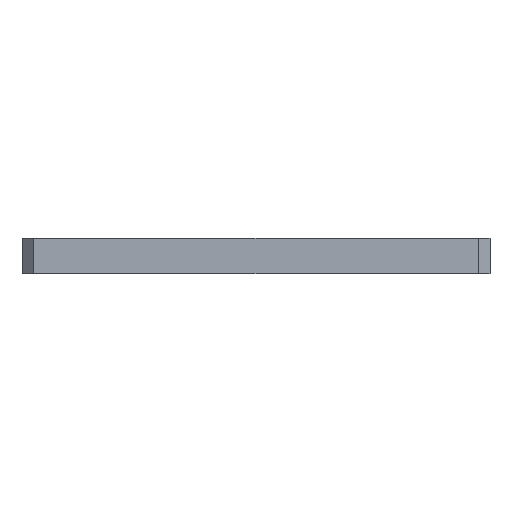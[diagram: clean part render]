
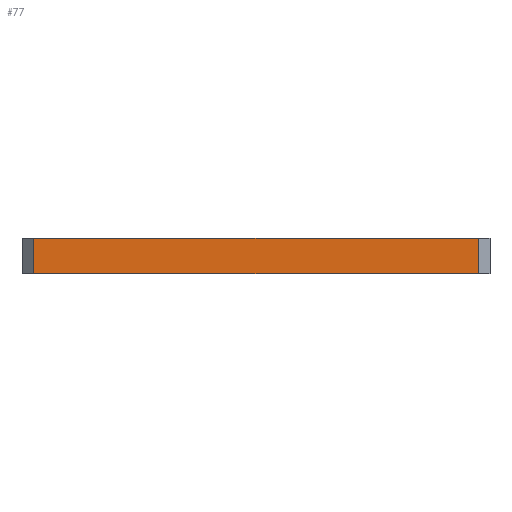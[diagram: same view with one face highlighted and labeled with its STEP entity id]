
A CAD part, left-side view. The second image highlights one B-rep face of the part: STEP entity #77.
In plain terms, the highlighted planar face has unit normal (-1, 0, 0).
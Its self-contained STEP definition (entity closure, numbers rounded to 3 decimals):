
#31 = CARTESIAN_POINT ( 'NONE',  ( -95., 100., 0. ) ) ;
#40 = ORIENTED_EDGE ( 'NONE', *, *, #610, .T. ) ;
#43 = LINE ( 'NONE', #163, #637 ) ;
#77 = ADVANCED_FACE ( 'NONE', ( #404 ), #943, .F. ) ;
#83 = CARTESIAN_POINT ( 'NONE',  ( -95., 100., 15. ) ) ;
#102 = ORIENTED_EDGE ( 'NONE', *, *, #1016, .T. ) ;
#109 = VECTOR ( 'NONE', #726, 1000. ) ;
#121 = EDGE_LOOP ( 'NONE', ( #1246, #963, #40, #102 ) ) ;
#163 = CARTESIAN_POINT ( 'NONE',  ( -95., 100., 15. ) ) ;
#181 = LINE ( 'NONE', #31, #397 ) ;
#185 = DIRECTION ( 'NONE',  ( 1., 0., 0. ) ) ;
#200 = VERTEX_POINT ( 'NONE', #1097 ) ;
#226 = CARTESIAN_POINT ( 'NONE',  ( -95., 95., 15. ) ) ;
#337 = CARTESIAN_POINT ( 'NONE',  ( -95., -95., 15. ) ) ;
#363 = VERTEX_POINT ( 'NONE', #337 ) ;
#397 = VECTOR ( 'NONE', #790, 1000. ) ;
#404 = FACE_OUTER_BOUND ( 'NONE', #121, .T. ) ;
#420 = CARTESIAN_POINT ( 'NONE',  ( -95., -95., 0. ) ) ;
#436 = DIRECTION ( 'NONE',  ( 0., -1., 0. ) ) ;
#610 = EDGE_CURVE ( 'NONE', #200, #774, #181, .T. ) ;
#637 = VECTOR ( 'NONE', #436, 1000. ) ;
#647 = DIRECTION ( 'NONE',  ( 0., 0., 1. ) ) ;
#726 = DIRECTION ( 'NONE',  ( 0., 0., -1. ) ) ;
#745 = DIRECTION ( 'NONE',  ( 0., 1., 0. ) ) ;
#774 = VERTEX_POINT ( 'NONE', #420 ) ;
#790 = DIRECTION ( 'NONE',  ( 0., -1., 0. ) ) ;
#797 = LINE ( 'NONE', #1210, #109 ) ;
#833 = LINE ( 'NONE', #1033, #1186 ) ;
#913 = EDGE_CURVE ( 'NONE', #1165, #200, #797, .T. ) ;
#940 = AXIS2_PLACEMENT_3D ( 'NONE', #83, #185, #745 ) ;
#943 = PLANE ( 'NONE',  #940 ) ;
#963 = ORIENTED_EDGE ( 'NONE', *, *, #913, .T. ) ;
#1016 = EDGE_CURVE ( 'NONE', #774, #363, #833, .T. ) ;
#1033 = CARTESIAN_POINT ( 'NONE',  ( -95., -95., 15. ) ) ;
#1097 = CARTESIAN_POINT ( 'NONE',  ( -95., 95., 0. ) ) ;
#1138 = EDGE_CURVE ( 'NONE', #1165, #363, #43, .T. ) ;
#1165 = VERTEX_POINT ( 'NONE', #226 ) ;
#1186 = VECTOR ( 'NONE', #647, 1000. ) ;
#1210 = CARTESIAN_POINT ( 'NONE',  ( -95., 95., 15. ) ) ;
#1246 = ORIENTED_EDGE ( 'NONE', *, *, #1138, .F. ) ;
